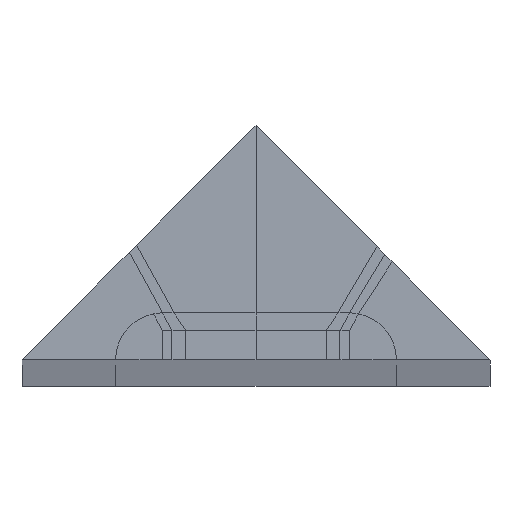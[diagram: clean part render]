
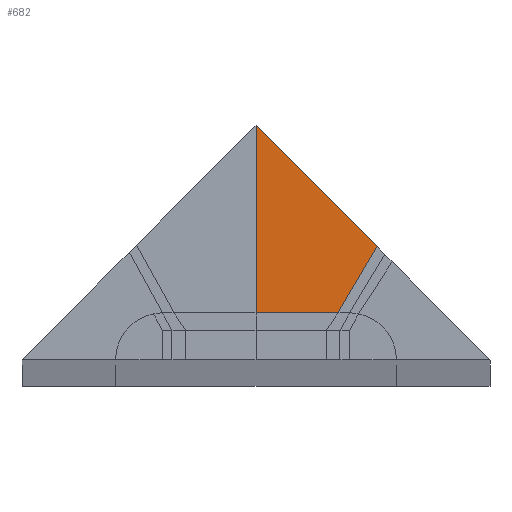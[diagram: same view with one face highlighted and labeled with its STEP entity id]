
A CAD part, top view. The second image highlights one B-rep face of the part: STEP entity #682.
In plain terms, the highlighted planar face has unit normal (0, 0, 1).
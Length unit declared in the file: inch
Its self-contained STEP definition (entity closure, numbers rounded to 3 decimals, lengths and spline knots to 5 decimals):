
#45=FACE_OUTER_BOUND('',#85,.T.);
#85=EDGE_LOOP('',(#477,#478,#479,#480));
#126=LINE('',#1003,#209);
#147=LINE('',#1044,#230);
#148=LINE('',#1047,#231);
#149=LINE('',#1048,#232);
#209=VECTOR('',#803,0.3937);
#230=VECTOR('',#834,0.3937);
#231=VECTOR('',#837,0.3937);
#232=VECTOR('',#838,0.3937);
#291=VERTEX_POINT('',#1000);
#292=VERTEX_POINT('',#1002);
#306=VERTEX_POINT('',#1039);
#308=VERTEX_POINT('',#1046);
#355=EDGE_CURVE('',#291,#292,#126,.T.);
#376=EDGE_CURVE('',#306,#292,#147,.T.);
#377=EDGE_CURVE('',#308,#291,#148,.T.);
#378=EDGE_CURVE('',#306,#308,#149,.T.);
#477=ORIENTED_EDGE('',*,*,#355,.F.);
#478=ORIENTED_EDGE('',*,*,#377,.F.);
#479=ORIENTED_EDGE('',*,*,#378,.F.);
#480=ORIENTED_EDGE('',*,*,#376,.T.);
#647=PLANE('',#738);
#682=ADVANCED_FACE('',(#45),#647,.F.);
#738=AXIS2_PLACEMENT_3D('',#1045,#835,#836);
#803=DIRECTION('',(-0.509,-0.861,0.));
#834=DIRECTION('',(1.,0.,0.));
#835=DIRECTION('center_axis',(0.,0.,-1.));
#836=DIRECTION('ref_axis',(-1.,0.,0.));
#837=DIRECTION('',(0.707,-0.707,0.));
#838=DIRECTION('',(0.,1.,0.));
#1000=CARTESIAN_POINT('',(0.51725,-0.51725,3.));
#1002=CARTESIAN_POINT('',(0.35,-0.8,3.));
#1003=CARTESIAN_POINT('',(0.28273,-0.91372,3.));
#1039=CARTESIAN_POINT('',(0.,-0.8,3.));
#1044=CARTESIAN_POINT('',(0.175,-0.8,3.));
#1045=CARTESIAN_POINT('Origin',(0.,-0.9,
3.));
#1046=CARTESIAN_POINT('',(0.,0.,3.));
#1047=CARTESIAN_POINT('',(0.00005,-0.00005,3.));
#1048=CARTESIAN_POINT('',(0.,-0.45,3.));
